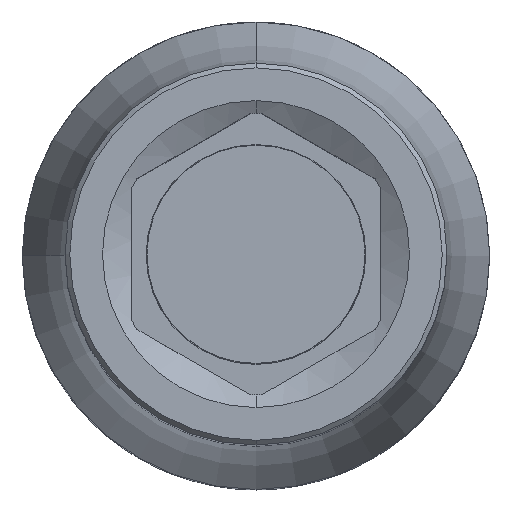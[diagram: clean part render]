
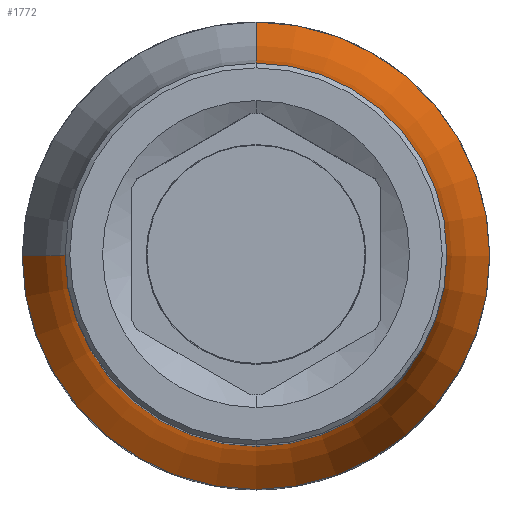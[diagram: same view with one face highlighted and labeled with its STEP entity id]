
A CAD part, top view. The second image highlights one B-rep face of the part: STEP entity #1772.
In plain terms, the highlighted toroidal (fillet/blend) face has major radius 42.25 mm and minor radius 30 mm.
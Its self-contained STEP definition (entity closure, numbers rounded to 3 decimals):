
#483=CARTESIAN_POINT('',(0.,0.,19.));
#484=DIRECTION('',(0.,0.,1.));
#485=DIRECTION('',(1.,0.,0.));
#486=AXIS2_PLACEMENT_3D('',#483,#484,#485);
#716=CARTESIAN_POINT('',(0.,0.,31.547));
#717=DIRECTION('',(0.,0.,1.));
#718=DIRECTION('',(0.,-1.,0.));
#719=AXIS2_PLACEMENT_3D('',#716,#717,#718);
#721=CARTESIAN_POINT('',(0.,0.,19.));
#722=DIRECTION('',(0.,0.,-1.));
#723=DIRECTION('',(1.,0.,0.));
#724=AXIS2_PLACEMENT_3D('',#721,#722,#723);
#726=CARTESIAN_POINT('',(-42.25,0.,31.547));
#727=DIRECTION('',(0.,-1.,0.));
#728=DIRECTION('',(0.908,0.,-0.418));
#729=AXIS2_PLACEMENT_3D('',#726,#727,#728);
#777=CARTESIAN_POINT('',(0.,0.,31.547));
#778=DIRECTION('',(0.,0.,1.));
#779=DIRECTION('',(-1.,0.,0.));
#780=AXIS2_PLACEMENT_3D('',#777,#778,#779);
#787=CARTESIAN_POINT('',(0.,42.25,31.547));
#788=DIRECTION('',(-1.,0.,0.));
#789=DIRECTION('',(0.,-0.908,-0.418));
#790=AXIS2_PLACEMENT_3D('',#787,#788,#789);
#1036=CARTESIAN_POINT('',(15.,0.,19.));
#1037=CARTESIAN_POINT('',(0.,15.,19.));
#1038=VERTEX_POINT('',#1036);
#1039=VERTEX_POINT('',#1037);
#1040=CARTESIAN_POINT('',(-15.,0.,19.));
#1041=VERTEX_POINT('',#1040);
#1042=CARTESIAN_POINT('',(0.,12.25,31.547));
#1043=CARTESIAN_POINT('',(-12.25,0.,31.547));
#1044=VERTEX_POINT('',#1042);
#1045=VERTEX_POINT('',#1043);
#1046=CARTESIAN_POINT('',(0.,-12.25,31.547));
#1047=VERTEX_POINT('',#1046);
#1755=CARTESIAN_POINT('',(0.,0.,31.547));
#1756=DIRECTION('',(0.,0.,1.));
#1757=DIRECTION('',(-0.011,-1.,0.));
#1758=AXIS2_PLACEMENT_3D('',#1755,#1756,#1757);
#1759=TOROIDAL_SURFACE('',#1758,42.25,30.);
#1761=ORIENTED_EDGE('',*,*,#1760,.T.);
#1763=ORIENTED_EDGE('',*,*,#1762,.F.);
#1764=ORIENTED_EDGE('',*,*,#1598,.F.);
#1765=ORIENTED_EDGE('',*,*,#1707,.T.);
#1767=ORIENTED_EDGE('',*,*,#1766,.T.);
#1769=ORIENTED_EDGE('',*,*,#1768,.T.);
#1770=EDGE_LOOP('',(#1761,#1763,#1764,#1765,#1767,#1769));
#1771=FACE_OUTER_BOUND('',#1770,.F.);
#1772=ADVANCED_FACE('',(#1771),#1759,.F.);
#487=CIRCLE('',#486,15.);
#720=CIRCLE('',#719,12.25);
#725=CIRCLE('',#724,15.);
#730=CIRCLE('',#729,30.);
#781=CIRCLE('',#780,12.25);
#791=CIRCLE('',#790,30.);
#1598=EDGE_CURVE('',#1038,#1039,#487,.T.);
#1707=EDGE_CURVE('',#1038,#1041,#725,.T.);
#1760=EDGE_CURVE('',#1047,#1044,#720,.T.);
#1762=EDGE_CURVE('',#1039,#1044,#791,.T.);
#1766=EDGE_CURVE('',#1041,#1045,#730,.T.);
#1768=EDGE_CURVE('',#1045,#1047,#781,.T.);
